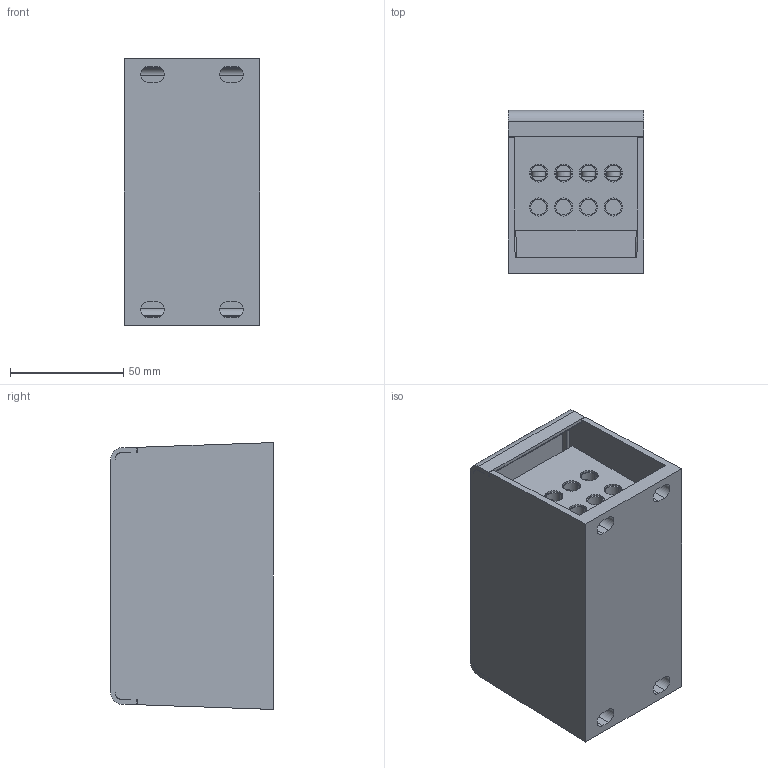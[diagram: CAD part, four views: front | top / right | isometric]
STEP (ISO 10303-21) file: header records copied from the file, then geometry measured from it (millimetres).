
FILE_DESCRIPTION((''),'2;1');
FILE_NAME('PRT0001','2023-12-06T',('dell'),(''),'PRO/ENGINEER BY PARAMETRIC TECHNOLOGY CORPORATION, 2013230','PRO/ENGINEER BY PARAMETRIC TECHNOLOGY CORPORATION, 2013230','');
FILE_SCHEMA(('AUTOMOTIVE_DESIGN { 1 0 10303 214 1 1 1 1 }'));
Length unit declared in the file: millimetre
Products named in the file (1): PRT0001
Bounding box: 60 x 72 x 118 mm (x, y, z)
Volume: 265485 mm3; surface area: 90369.1 mm2
Topology: 1 solids, 6 shells, 502 faces, 1351 edges, 853 vertices
Faces by surface type: plane 290, cylinder 172, sphere 20, cone 20
Entity records: 16358 total; most frequent: CARTESIAN_POINT 3883, ORIENTED_EDGE 2622, DIRECTION 2509, EDGE_CURVE 1311, AXIS2_PLACEMENT_3D 858, VERTEX_POINT 853, VECTOR 793, LINE 793
